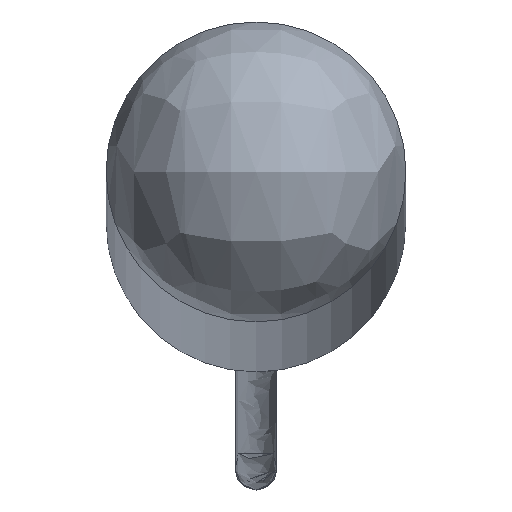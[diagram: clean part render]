
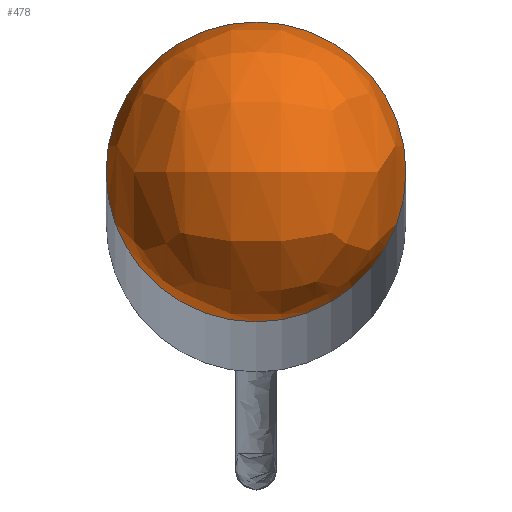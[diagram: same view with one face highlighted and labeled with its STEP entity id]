
A CAD part, top view. The second image highlights one B-rep face of the part: STEP entity #478.
In plain terms, the highlighted free-form (B-spline) face has degree [3, 3] with [4, 4] control points.
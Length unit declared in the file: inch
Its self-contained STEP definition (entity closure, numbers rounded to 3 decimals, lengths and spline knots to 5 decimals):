
#14 = CARTESIAN_POINT ( 'NONE',  ( 0.125, -0.25, 24.375 ) ) ;
#37 = CARTESIAN_POINT ( 'NONE',  ( -0.125, 0.25, 23.875 ) ) ;
#123 =( BOUNDED_SURFACE ( )  B_SPLINE_SURFACE ( 3, 3, ( 
 ( #282, #1245, #516, #1123 ),
 ( #890, #1504, #14, #1511 ),
 ( #37, #1385, #407, #1028 ),
 ( #527, #659, #1486, #1130 ) ),
 .UNSPECIFIED., .F., .F., .F. ) 
 B_SPLINE_SURFACE_WITH_KNOTS ( ( 4, 4 ),
 ( 4, 4 ),
 ( 0., 1. ),
 ( 0., 1. ),
 .UNSPECIFIED. ) 
 GEOMETRIC_REPRESENTATION_ITEM ( )  RATIONAL_B_SPLINE_SURFACE ( (
 ( 1., 0.333, 0.333, 1.),
 ( 0.333, 0.111, 0.111, 0.333),
 ( 0.333, 0.111, 0.111, 0.333),
 ( 1., 0.333, 0.333, 1.) ) ) 
 REPRESENTATION_ITEM ( '' )  SURFACE ( )  );
#139 = CIRCLE ( 'NONE', #1182, 0.125 ) ;
#224 = ORIENTED_EDGE ( 'NONE', *, *, #743, .F. ) ;
#282 = CARTESIAN_POINT ( 'NONE',  ( 0.125, 0., 23.875 ) ) ;
#298 = CARTESIAN_POINT ( 'NONE',  ( -0.125, 0., 23.875 ) ) ;
#397 = DIRECTION ( 'NONE',  ( 0., 0., -1. ) ) ;
#407 = CARTESIAN_POINT ( 'NONE',  ( -0.125, -0.25, 24.375 ) ) ;
#478 = ADVANCED_FACE ( 'NONE', ( #973 ), #123, .T. ) ;
#516 = CARTESIAN_POINT ( 'NONE',  ( 0.125, 0., 23.875 ) ) ;
#527 = CARTESIAN_POINT ( 'NONE',  ( -0.125, 0., 23.875 ) ) ;
#572 = AXIS2_PLACEMENT_3D ( 'NONE', #1127, #397, #1249 ) ;
#608 = DIRECTION ( 'NONE',  ( 1., 0., 0. ) ) ;
#621 = VERTEX_POINT ( 'NONE', #298 ) ;
#659 = CARTESIAN_POINT ( 'NONE',  ( -0.125, 0., 23.875 ) ) ;
#743 = EDGE_CURVE ( 'NONE', #797, #621, #1057, .T. ) ;
#797 = VERTEX_POINT ( 'NONE', #893 ) ;
#890 = CARTESIAN_POINT ( 'NONE',  ( 0.125, 0.25, 23.875 ) ) ;
#893 = CARTESIAN_POINT ( 'NONE',  ( 0.125, 0., 23.875 ) ) ;
#973 = FACE_OUTER_BOUND ( 'NONE', #1577, .T. ) ;
#1028 = CARTESIAN_POINT ( 'NONE',  ( -0.125, -0.25, 23.875 ) ) ;
#1057 = CIRCLE ( 'NONE', #572, 0.125 ) ;
#1109 = DIRECTION ( 'NONE',  ( 0., 0., -1. ) ) ;
#1123 = CARTESIAN_POINT ( 'NONE',  ( 0.125, 0., 23.875 ) ) ;
#1127 = CARTESIAN_POINT ( 'NONE',  ( 0., 0., 23.875 ) ) ;
#1130 = CARTESIAN_POINT ( 'NONE',  ( -0.125, 0., 23.875 ) ) ;
#1182 = AXIS2_PLACEMENT_3D ( 'NONE', #1472, #1109, #608 ) ;
#1245 = CARTESIAN_POINT ( 'NONE',  ( 0.125, 0., 23.875 ) ) ;
#1249 = DIRECTION ( 'NONE',  ( 1., 0., 0. ) ) ;
#1385 = CARTESIAN_POINT ( 'NONE',  ( -0.125, 0.25, 24.375 ) ) ;
#1472 = CARTESIAN_POINT ( 'NONE',  ( 0., 0., 23.875 ) ) ;
#1477 = ORIENTED_EDGE ( 'NONE', *, *, #1566, .F. ) ;
#1486 = CARTESIAN_POINT ( 'NONE',  ( -0.125, 0., 23.875 ) ) ;
#1504 = CARTESIAN_POINT ( 'NONE',  ( 0.125, 0.25, 24.375 ) ) ;
#1511 = CARTESIAN_POINT ( 'NONE',  ( 0.125, -0.25, 23.875 ) ) ;
#1566 = EDGE_CURVE ( 'NONE', #621, #797, #139, .T. ) ;
#1577 = EDGE_LOOP ( 'NONE', ( #1477, #224 ) ) ;
